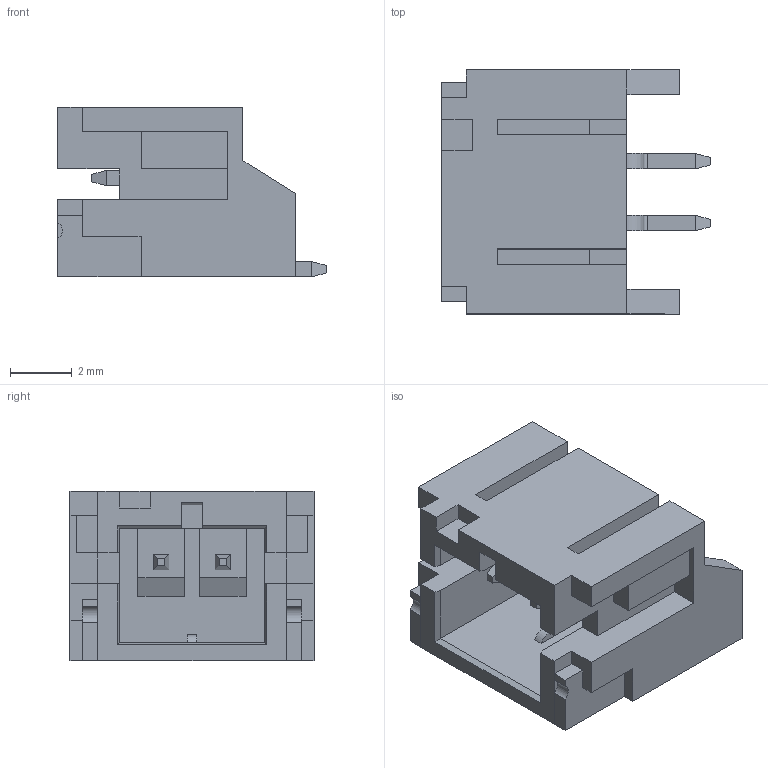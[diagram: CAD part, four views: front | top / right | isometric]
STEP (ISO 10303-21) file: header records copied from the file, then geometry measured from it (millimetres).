
FILE_DESCRIPTION (( 'STEP AP214' ), '1' );
FILE_NAME ('4UCON-20404.STEP', '2018-09-25T00:27:45', ( '' ), ( '' ), 'SwSTEP 2.0', 'SolidWorks 2014', '' );
FILE_SCHEMA (( 'AUTOMOTIVE_DESIGN' ));
Length unit declared in the file: millimetre
Products named in the file (1): 4UCON-20404
Bounding box: 8.7 x 7.9 x 5.5 mm (x, y, z)
Volume: 149.6 mm3; surface area: 492.9 mm2
Topology: 5 solids, 5 shells, 184 faces, 510 edges, 332 vertices
Faces by surface type: plane 173, cylinder 11
Entity records: 6446 total; most frequent: CARTESIAN_POINT 1027, ORIENTED_EDGE 1020, DIRECTION 902, EDGE_CURVE 510, VECTOR 488, LINE 488, VERTEX_POINT 332, AXIS2_PLACEMENT_3D 207
